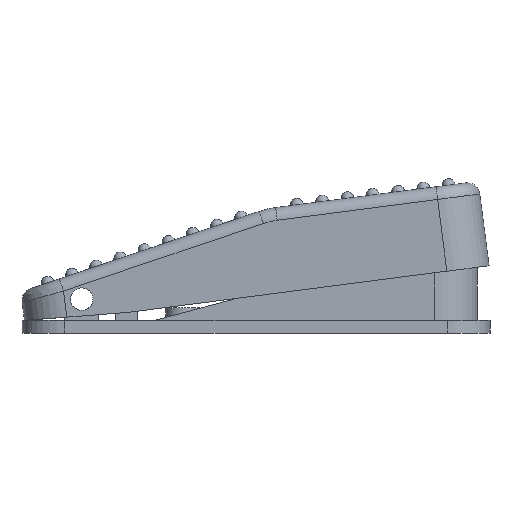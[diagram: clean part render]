
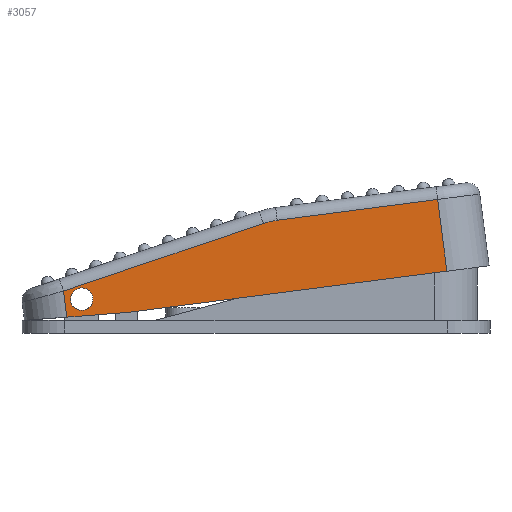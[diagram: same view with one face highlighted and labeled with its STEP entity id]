
A CAD part, front view. The second image highlights one B-rep face of the part: STEP entity #3057.
In plain terms, the highlighted planar face has unit normal (0, -1, 0).
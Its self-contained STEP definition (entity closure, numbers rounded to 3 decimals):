
#42=FACE_BOUND('',#456,.T.);
#109=PLANE('',#3386);
#274=FACE_OUTER_BOUND('',#455,.T.);
#455=EDGE_LOOP('',(#2277,#2278,#2279,#2280,#2281,#2282,#2283));
#456=EDGE_LOOP('',(#2284));
#671=LINE('',#4941,#911);
#678=LINE('',#4956,#918);
#682=LINE('',#4966,#922);
#683=LINE('',#4968,#923);
#684=LINE('',#4970,#924);
#685=LINE('',#4973,#925);
#911=VECTOR('',#3977,10.);
#918=VECTOR('',#3992,10.);
#922=VECTOR('',#4002,10.);
#923=VECTOR('',#4003,10.);
#924=VECTOR('',#4004,10.);
#925=VECTOR('',#4007,10.);
#1208=CIRCLE('',#3372,2.65);
#1211=CIRCLE('',#3387,17.);
#1405=VERTEX_POINT('',#4911);
#1417=VERTEX_POINT('',#4938);
#1418=VERTEX_POINT('',#4940);
#1422=VERTEX_POINT('',#4955);
#1425=VERTEX_POINT('',#4965);
#1426=VERTEX_POINT('',#4967);
#1427=VERTEX_POINT('',#4969);
#1428=VERTEX_POINT('',#4971);
#1743=EDGE_CURVE('',#1405,#1405,#1208,.T.);
#1756=EDGE_CURVE('',#1418,#1417,#671,.T.);
#1764=EDGE_CURVE('',#1418,#1422,#678,.T.);
#1769=EDGE_CURVE('',#1425,#1417,#682,.T.);
#1770=EDGE_CURVE('',#1425,#1426,#683,.T.);
#1771=EDGE_CURVE('',#1427,#1426,#684,.T.);
#1772=EDGE_CURVE('',#1428,#1427,#1211,.T.);
#1773=EDGE_CURVE('',#1422,#1428,#685,.T.);
#2277=ORIENTED_EDGE('',*,*,#1756,.T.);
#2278=ORIENTED_EDGE('',*,*,#1769,.F.);
#2279=ORIENTED_EDGE('',*,*,#1770,.T.);
#2280=ORIENTED_EDGE('',*,*,#1771,.F.);
#2281=ORIENTED_EDGE('',*,*,#1772,.F.);
#2282=ORIENTED_EDGE('',*,*,#1773,.F.);
#2283=ORIENTED_EDGE('',*,*,#1764,.F.);
#2284=ORIENTED_EDGE('',*,*,#1743,.T.);
#3057=ADVANCED_FACE('',(#274,#42),#109,.T.);
#3372=AXIS2_PLACEMENT_3D('',#4913,#3954,#3955);
#3386=AXIS2_PLACEMENT_3D('',#4964,#4000,#4001);
#3387=AXIS2_PLACEMENT_3D('',#4972,#4005,#4006);
#3954=DIRECTION('center_axis',(0.,1.,0.));
#3955=DIRECTION('ref_axis',(-1.,0.,0.));
#3977=DIRECTION('',(0.999,0.,-0.052));
#3992=DIRECTION('',(0.,0.,1.));
#4000=DIRECTION('center_axis',(0.,-1.,0.));
#4001=DIRECTION('ref_axis',(1.,0.,0.));
#4002=DIRECTION('',(-1.,0.,0.));
#4003=DIRECTION('',(0.,0.,1.));
#4004=DIRECTION('',(1.,0.,0.));
#4005=DIRECTION('center_axis',(0.,1.,0.));
#4006=DIRECTION('ref_axis',(-0.099,0.,0.995));
#4007=DIRECTION('',(0.981,0.,0.196));
#4911=CARTESIAN_POINT('',(-145.562,230.98,5.));
#4913=CARTESIAN_POINT('Origin',(-148.212,230.98,5.));
#4938=CARTESIAN_POINT('',(-137.613,230.98,0.5));
#4940=CARTESIAN_POINT('',(-152.212,230.98,1.265));
#4941=CARTESIAN_POINT('',(-149.879,230.98,1.143));
#4955=CARTESIAN_POINT('',(-152.212,230.98,7.44));
#4956=CARTESIAN_POINT('',(-152.212,230.98,0.5));
#4964=CARTESIAN_POINT('Origin',(-162.212,230.98,0.5));
#4965=CARTESIAN_POINT('',(-62.208,230.98,0.5));
#4966=CARTESIAN_POINT('',(-152.212,230.98,0.5));
#4967=CARTESIAN_POINT('',(-62.208,230.98,17.5));
#4968=CARTESIAN_POINT('',(-62.208,230.98,0.5));
#4969=CARTESIAN_POINT('',(-100.227,230.98,17.5));
#4970=CARTESIAN_POINT('',(-134.711,230.98,17.5));
#4971=CARTESIAN_POINT('',(-103.561,230.98,17.17));
#4972=CARTESIAN_POINT('Origin',(-100.227,230.98,0.5));
#4973=CARTESIAN_POINT('',(-162.392,230.98,5.404));
